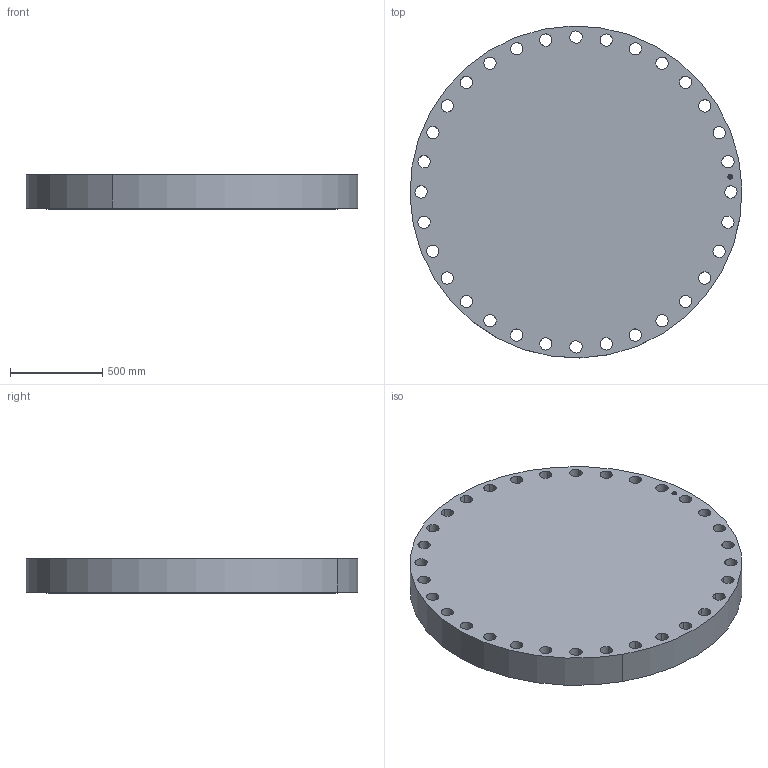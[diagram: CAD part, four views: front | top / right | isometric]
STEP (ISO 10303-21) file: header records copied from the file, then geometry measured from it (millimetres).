
FILE_DESCRIPTION(('3D STEP'),'2;1');
FILE_NAME('58-400-BLIND-RF-B-FLANGE.stp','2013-03-25T01:44:44+00:00',('Texas Flange'),(''),'CATIA Version 5 Release 20 SP 6 (IN-10)','CATIA V5 STEP AP214','800-826-3801');
FILE_SCHEMA(('AUTOMOTIVE_DESIGN { 1 0 10303 214 1 1 1 1 }'));
Length unit declared in the file: inch
Products named in the file (1): 58-400-BLIND-RF-B-FLANGE
Bounding box: 1802.9 x 1802.9 x 187.2 mm (x, y, z)
Volume: 454229495.4 mm3; surface area: 7152116.1 mm2
Topology: 1 solids, 1 shells, 456 faces, 1308 edges, 872 vertices
Faces by surface type: plane 368, cylinder 88
Entity records: 17037 total; most frequent: ORIENTED_EDGE 2616, CARTESIAN_POINT 2569, DIRECTION 2084, EDGE_CURVE 1308, VECTOR 1132, LINE 1132, VERTEX_POINT 872, AXIS2_PLACEMENT_3D 565
